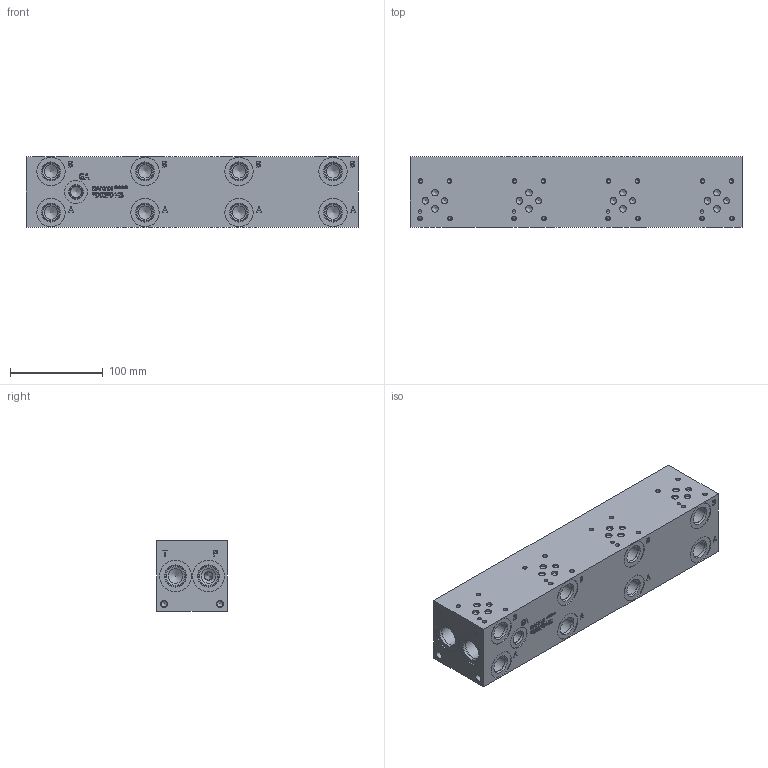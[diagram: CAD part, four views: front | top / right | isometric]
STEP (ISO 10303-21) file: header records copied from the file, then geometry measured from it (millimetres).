
FILE_DESCRIPTION(/* description */ (''),/* implementation_level */ '2;1');
FILE_NAME(/* name */ '_D03P044S.stp',/* time_stamp */ '2022-10-06T16:26:47-04:00',/* author */ ('bobbyh'),/* organization */ (''),/* preprocessor_version */ 'ST-DEVELOPER v18',/* originating_system */ 'Autodesk Inventor 2020',/* authorisation */ '');
FILE_SCHEMA (('AUTOMOTIVE_DESIGN { 1 0 10303 214 3 1 1 }'));
Length unit declared in the file: millimetre
Products named in the file (1): Part_AD03P044S_3D
Bounding box: 358.77 x 76.2 x 76.2 mm (x, y, z)
Volume: 1977016.1 mm3; surface area: 146892.1 mm2
Topology: 1 solids, 1 shells, 829 faces, 2253 edges, 1528 vertices
Faces by surface type: plane 437, bspline 169, cylinder 128, cone 95
Full cylindrical faces by diameter (mm): 3.785 x16, 3.962 x4, 4.826 x16, 6.35 x4, 6.528 x4, 7.137 x12, 7.925 x4, 12.294 x1, 12.9 x1, 14.275 x1, 14.3 x8, 14.529 x1, 15.875 x4, 17.501 x8, 19.05 x8, 19.253 x8, 20.447 x4, 22.225 x3, 22.23 x1, 22.555 x4, 23.901 x3, 25.019 x1, 30.632 x8, 34.138 x4
Entity records: 27465 total; most frequent: CARTESIAN_POINT 6755, ORIENTED_EDGE 4400, DIRECTION 3655, EDGE_CURVE 2200, VERTEX_POINT 1528, LINE 1391, VECTOR 1391, AXIS2_PLACEMENT_3D 1132
